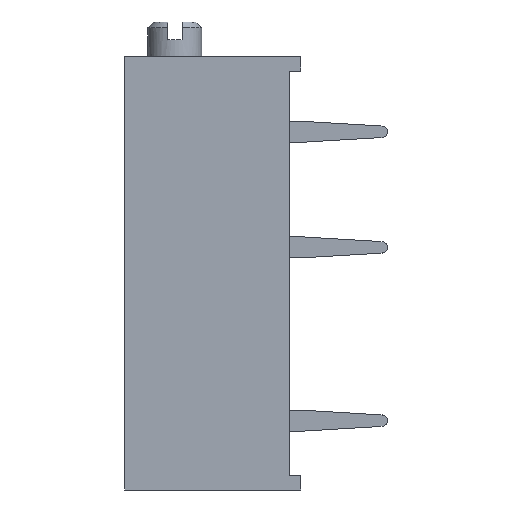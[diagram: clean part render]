
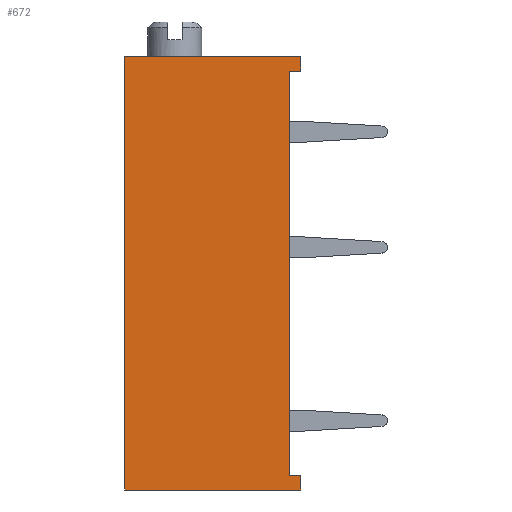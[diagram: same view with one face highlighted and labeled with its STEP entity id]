
A CAD part, left-side view. The second image highlights one B-rep face of the part: STEP entity #672.
In plain terms, the highlighted planar face has unit normal (-1, 0, 0).
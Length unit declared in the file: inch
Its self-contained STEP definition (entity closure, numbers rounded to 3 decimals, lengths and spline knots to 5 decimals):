
#83=DIRECTION('',(0.,0.,-1.));
#84=VECTOR('',#83,0.7);
#85=CARTESIAN_POINT('',(-0.08,-0.1325,0.35));
#86=LINE('',#85,#84);
#87=DIRECTION('',(0.,1.,0.));
#88=VECTOR('',#87,0.02);
#89=CARTESIAN_POINT('',(-0.08,-0.1525,-0.35));
#90=LINE('',#89,#88);
#91=DIRECTION('',(0.,1.,0.));
#92=VECTOR('',#91,0.305);
#93=CARTESIAN_POINT('',(-0.08,-0.1525,-0.375));
#94=LINE('',#93,#92);
#95=DIRECTION('',(0.,1.,0.));
#96=VECTOR('',#95,0.02);
#97=CARTESIAN_POINT('',(-0.08,-0.1525,0.35));
#98=LINE('',#97,#96);
#111=DIRECTION('',(0.,0.,1.));
#112=VECTOR('',#111,0.025);
#113=CARTESIAN_POINT('',(-0.08,-0.1525,-0.375));
#114=LINE('',#113,#112);
#119=DIRECTION('',(0.,0.,1.));
#120=VECTOR('',#119,0.025);
#121=CARTESIAN_POINT('',(-0.08,-0.1525,0.35));
#122=LINE('',#121,#120);
#147=DIRECTION('',(0.,1.,0.));
#148=VECTOR('',#147,0.305);
#149=CARTESIAN_POINT('',(-0.08,-0.1525,0.375));
#150=LINE('',#149,#148);
#173=DIRECTION('',(0.,0.,1.));
#174=VECTOR('',#173,0.75);
#175=CARTESIAN_POINT('',(-0.08,0.1525,-0.375));
#176=LINE('',#175,#174);
#439=CARTESIAN_POINT('',(-0.08,-0.1525,-0.375));
#441=VERTEX_POINT('',#439);
#442=CARTESIAN_POINT('',(-0.08,-0.1525,0.375));
#444=VERTEX_POINT('',#442);
#447=CARTESIAN_POINT('',(-0.08,0.1525,-0.375));
#449=VERTEX_POINT('',#447);
#450=CARTESIAN_POINT('',(-0.08,0.1525,0.375));
#451=VERTEX_POINT('',#450);
#454=CARTESIAN_POINT('',(-0.08,-0.1525,-0.35));
#456=VERTEX_POINT('',#454);
#458=CARTESIAN_POINT('',(-0.08,-0.1525,0.35));
#460=VERTEX_POINT('',#458);
#462=CARTESIAN_POINT('',(-0.08,-0.1325,0.35));
#463=CARTESIAN_POINT('',(-0.08,-0.1325,-0.35));
#464=VERTEX_POINT('',#462);
#465=VERTEX_POINT('',#463);
#650=CARTESIAN_POINT('',(-0.08,-0.1525,-0.375));
#651=DIRECTION('',(-1.,0.,0.));
#652=DIRECTION('',(0.,0.,1.));
#653=AXIS2_PLACEMENT_3D('',#650,#651,#652);
#654=PLANE('',#653);
#655=ORIENTED_EDGE('',*,*,#610,.T.);
#657=ORIENTED_EDGE('',*,*,#656,.F.);
#659=ORIENTED_EDGE('',*,*,#658,.F.);
#661=ORIENTED_EDGE('',*,*,#660,.T.);
#663=ORIENTED_EDGE('',*,*,#662,.T.);
#665=ORIENTED_EDGE('',*,*,#664,.F.);
#667=ORIENTED_EDGE('',*,*,#666,.F.);
#669=ORIENTED_EDGE('',*,*,#668,.T.);
#670=EDGE_LOOP('',(#655,#657,#659,#661,#663,#665,#667,#669));
#671=FACE_OUTER_BOUND('',#670,.F.);
#672=ADVANCED_FACE('',(#671),#654,.T.);
#610=EDGE_CURVE('',#464,#465,#86,.T.);
#656=EDGE_CURVE('',#456,#465,#90,.T.);
#658=EDGE_CURVE('',#441,#456,#114,.T.);
#660=EDGE_CURVE('',#441,#449,#94,.T.);
#662=EDGE_CURVE('',#449,#451,#176,.T.);
#664=EDGE_CURVE('',#444,#451,#150,.T.);
#666=EDGE_CURVE('',#460,#444,#122,.T.);
#668=EDGE_CURVE('',#460,#464,#98,.T.);
